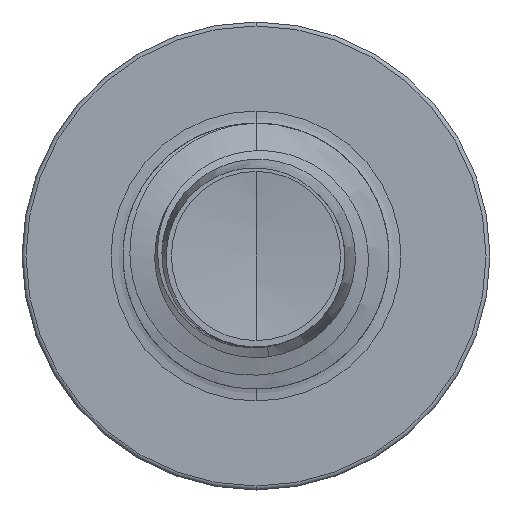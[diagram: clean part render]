
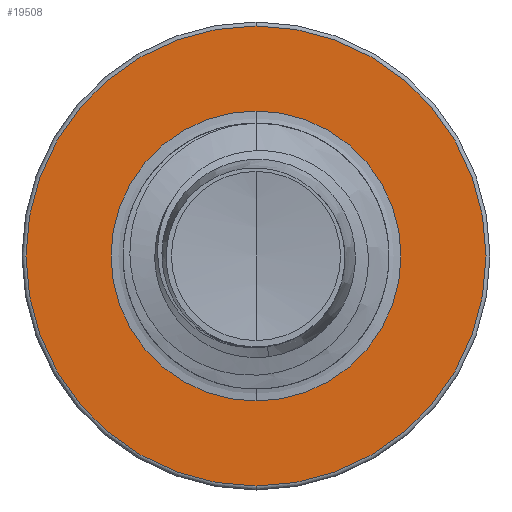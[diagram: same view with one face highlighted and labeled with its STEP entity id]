
A CAD part, front view. The second image highlights one B-rep face of the part: STEP entity #19508.
In plain terms, the highlighted planar face has unit normal (0, -1, 0).
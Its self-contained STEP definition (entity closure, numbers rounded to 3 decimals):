
#1279 = DIRECTION ( 'NONE',  ( 0., 1., 0. ) ) ;
#1926 = CARTESIAN_POINT ( 'NONE',  ( 0., 7.5, 1.363 ) ) ;
#2176 = AXIS2_PLACEMENT_3D ( 'NONE', #14147, #14128, #14107 ) ;
#3812 = EDGE_CURVE ( 'NONE', #18607, #6578, #16274, .T. ) ;
#5090 = ORIENTED_EDGE ( 'NONE', *, *, #6863, .T. ) ;
#5334 = CIRCLE ( 'NONE', #15320, 1.363 ) ;
#5684 = CARTESIAN_POINT ( 'NONE',  ( 0., 7.5, -2.162 ) ) ;
#6508 = CIRCLE ( 'NONE', #15451, 2.163 ) ;
#6578 = VERTEX_POINT ( 'NONE', #14780 ) ;
#6863 = EDGE_CURVE ( 'NONE', #9056, #8802, #5334, .T. ) ;
#7100 = PLANE ( 'NONE',  #14862 ) ;
#7376 = CIRCLE ( 'NONE', #7979, 1.363 ) ;
#7782 = DIRECTION ( 'NONE',  ( 0., 1., 0. ) ) ;
#7863 = EDGE_CURVE ( 'NONE', #8802, #9056, #7376, .T. ) ;
#7979 = AXIS2_PLACEMENT_3D ( 'NONE', #9464, #21109, #11186 ) ;
#8802 = VERTEX_POINT ( 'NONE', #14001 ) ;
#8853 = CARTESIAN_POINT ( 'NONE',  ( 0., 7.5, -1.363 ) ) ;
#9056 = VERTEX_POINT ( 'NONE', #1926 ) ;
#9265 = FACE_BOUND ( 'NONE', #13328, .T. ) ;
#9464 = CARTESIAN_POINT ( 'NONE',  ( 0., 7.5, 0. ) ) ;
#9934 = DIRECTION ( 'NONE',  ( 0., 1., 0. ) ) ;
#11186 = DIRECTION ( 'NONE',  ( 0., 0., 1. ) ) ;
#13328 = EDGE_LOOP ( 'NONE', ( #5090, #21132 ) ) ;
#14001 = CARTESIAN_POINT ( 'NONE',  ( 0., 7.5, -1.363 ) ) ;
#14059 = DIRECTION ( 'NONE',  ( 0., 0., 1. ) ) ;
#14107 = DIRECTION ( 'NONE',  ( 0., 0., 1. ) ) ;
#14128 = DIRECTION ( 'NONE',  ( 0., 1., 0. ) ) ;
#14147 = CARTESIAN_POINT ( 'NONE',  ( 0., 7.5, 0. ) ) ;
#14780 = CARTESIAN_POINT ( 'NONE',  ( 0., 7.5, 2.163 ) ) ;
#14862 = AXIS2_PLACEMENT_3D ( 'NONE', #8853, #1279, #14059 ) ;
#14965 = FACE_OUTER_BOUND ( 'NONE', #15643, .T. ) ;
#15320 = AXIS2_PLACEMENT_3D ( 'NONE', #19903, #9934, #21541 ) ;
#15451 = AXIS2_PLACEMENT_3D ( 'NONE', #17887, #7782, #19472 ) ;
#15643 = EDGE_LOOP ( 'NONE', ( #19064, #15796 ) ) ;
#15796 = ORIENTED_EDGE ( 'NONE', *, *, #3812, .F. ) ;
#16274 = CIRCLE ( 'NONE', #2176, 2.163 ) ;
#17887 = CARTESIAN_POINT ( 'NONE',  ( 0., 7.5, 0. ) ) ;
#18607 = VERTEX_POINT ( 'NONE', #5684 ) ;
#19064 = ORIENTED_EDGE ( 'NONE', *, *, #22364, .F. ) ;
#19472 = DIRECTION ( 'NONE',  ( 0., 0., 1. ) ) ;
#19508 = ADVANCED_FACE ( 'NONE', ( #14965, #9265 ), #7100, .F. ) ;
#19903 = CARTESIAN_POINT ( 'NONE',  ( 0., 7.5, 0. ) ) ;
#21109 = DIRECTION ( 'NONE',  ( 0., 1., 0. ) ) ;
#21132 = ORIENTED_EDGE ( 'NONE', *, *, #7863, .T. ) ;
#21541 = DIRECTION ( 'NONE',  ( 0., 0., 1. ) ) ;
#22364 = EDGE_CURVE ( 'NONE', #6578, #18607, #6508, .T. ) ;
